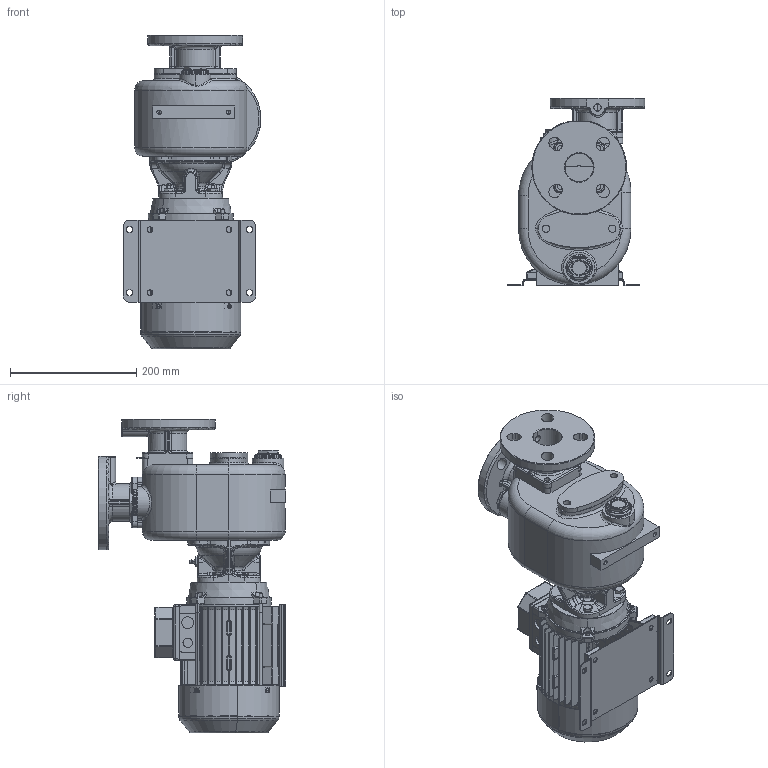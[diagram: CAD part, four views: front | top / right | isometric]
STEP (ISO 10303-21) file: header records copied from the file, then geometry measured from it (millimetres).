
FILE_DESCRIPTION((''),'2;1');
FILE_NAME('S_40_T_F','2020-03-23T09:05:59',('Nicola'),(''),'CREO PARAMETRIC BY PTC INC, 2019471','CREO PARAMETRIC BY PTC INC, 2019471','');
FILE_SCHEMA(('CONFIG_CONTROL_DESIGN'));
Products named in the file (1): S_40_T_F
Bounding box: 217.97 x 297 x 496.5 mm (x, y, z)
Volume: 8728869.6 mm3; surface area: 819704.7 mm2
Topology: 3 solids, 4 shells, 5278 faces, 14267 edges, 8960 vertices
Faces by surface type: plane 1869, cylinder 1672, bspline 713, torus 347, cone 314, extrusion 234, sphere 125, revolution 4
Entity records: 249844 total; most frequent: CARTESIAN_POINT 124042, ORIENTED_EDGE 28180, DIRECTION 23598, EDGE_CURVE 14090, VERTEX_POINT 8960, AXIS2_PLACEMENT_3D 8484, VECTOR 6626, LINE 6392
